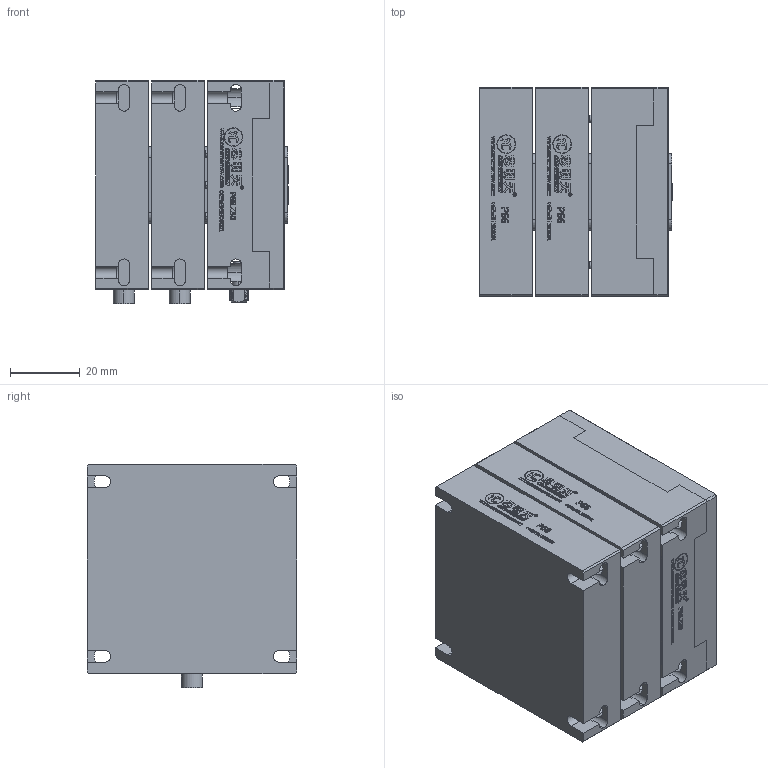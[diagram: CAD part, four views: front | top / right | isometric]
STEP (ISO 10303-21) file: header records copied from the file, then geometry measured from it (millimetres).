
FILE_DESCRIPTION (( 'STEP AP203' ), '1' );
FILE_NAME ('P66.XYZ30-B1俋倛芞.STEP', '2020-01-07T08:27:32', ( 'User' ), ( 'china' ), 'SwSTEP 2.0', 'SolidWorks 2016', '' );
FILE_SCHEMA (( 'CONFIG_CONTROL_DESIGN' ));
Products named in the file (3): P66.XYZ30-B1俋倛芞; P66.X30-B1俋倛芞; P66.Z30-B1-2蚾饜
Assembly tree (3 placements, depth 2):
  P66.XYZ30-B1俋倛芞
    P66.X30-B1俋倛芞  x2
    P66.Z30-B1-2蚾饜
Bounding box: 55.1 x 60.02 x 64.02 mm (x, y, z)
Volume: 104538.2 mm3; surface area: 46016.4 mm2
Topology: 2 solids, 129 shells, 3660 faces, 10767 edges, 7424 vertices
Faces by surface type: plane 1853, bspline 1280, cylinder 449, cone 74, torus 4
Entity records: 130518 total; most frequent: CARTESIAN_POINT 66482, ORIENTED_EDGE 14637, DIRECTION 9655, EDGE_CURVE 8053, VERTEX_POINT 5632, VECTOR 4483, LINE 4483, EDGE_LOOP 2897
